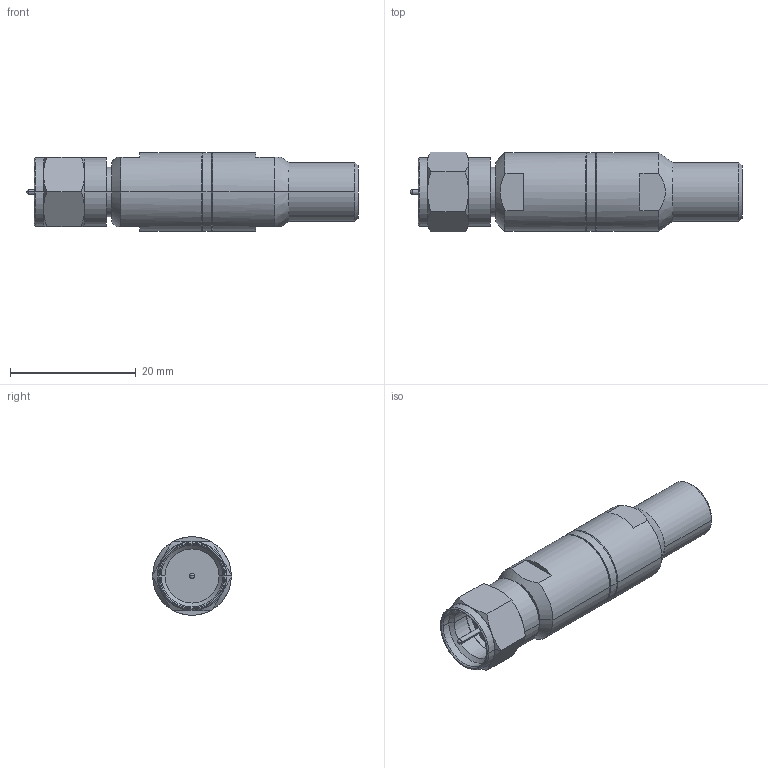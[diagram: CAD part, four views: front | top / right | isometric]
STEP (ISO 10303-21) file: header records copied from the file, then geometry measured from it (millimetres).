
FILE_DESCRIPTION (( 'STEP AP214' ), '1' );
FILE_NAME ('SD8260_3D.STEP', '2022-01-26T17:18:52', ( '' ), ( '' ), 'SwSTEP 2.0', 'SolidWorks 2021', '' );
FILE_SCHEMA (( 'AUTOMOTIVE_DESIGN' ));
Length unit declared in the file: inch
Products named in the file (4): DCS-FM^SD8260; DCS-FF^SD8260; SD8260_3D; FAT-B-11^SD8260
Assembly tree (3 placements, depth 2):
  SD8260_3D
    DCS-FM^SD8260
    FAT-B-11^SD8260
    DCS-FF^SD8260
Bounding box: 52.8 x 12.7 x 12.5 mm (x, y, z)
Volume: 6098.9 mm3; surface area: 3340.6 mm2
Topology: 3 solids, 3 shells, 124 faces, 266 edges, 156 vertices
Faces by surface type: cone 55, cylinder 38, plane 29, sphere 2
Entity records: 3725 total; most frequent: CARTESIAN_POINT 851, DIRECTION 627, ORIENTED_EDGE 524, AXIS2_PLACEMENT_3D 264, EDGE_CURVE 262, VERTEX_POINT 154, EDGE_LOOP 134, CIRCLE 134
